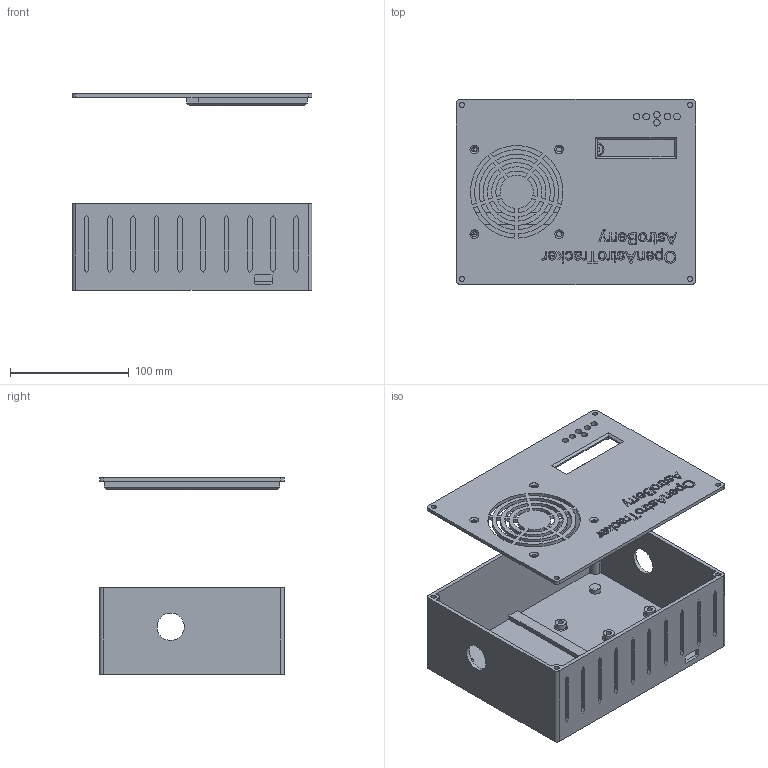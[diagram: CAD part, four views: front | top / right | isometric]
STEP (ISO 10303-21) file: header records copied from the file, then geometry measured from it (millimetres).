
FILE_DESCRIPTION(/* description */ (''),/* implementation_level */ '2;1');
FILE_NAME(/* name */ 'openastropi-enclosure.step',/* time_stamp */ '2024-03-25T20:51:03-05:00',/* author */ (''),/* organization */ (''),/* preprocessor_version */ 'ST-DEVELOPER v20',/* originating_system */ 'Autodesk Translation Framework v12.20.1.177',/* authorisation */ '');
FILE_SCHEMA (('AUTOMOTIVE_DESIGN { 1 0 10303 214 3 1 1 }'));
Length unit declared in the file: millimetre
Products named in the file (1): openastropi-enclosure
Bounding box: 202 x 156 x 165.67 mm (x, y, z)
Volume: 360405.3 mm3; surface area: 234121.7 mm2
Topology: 2 solids, 2 shells, 1316 faces, 3552 edges, 2354 vertices
Faces by surface type: plane 744, bspline 426, cylinder 124, cone 22
Full cylindrical faces by diameter (mm): 3 x3, 4.3 x20, 5.5 x6, 6.2 x4, 9.3 x12, 23 x2
Entity records: 45120 total; most frequent: CARTESIAN_POINT 14501, ORIENTED_EDGE 7104, DIRECTION 4752, EDGE_CURVE 3552, LINE 2410, VECTOR 2410, VERTEX_POINT 2354, EDGE_LOOP 1526
